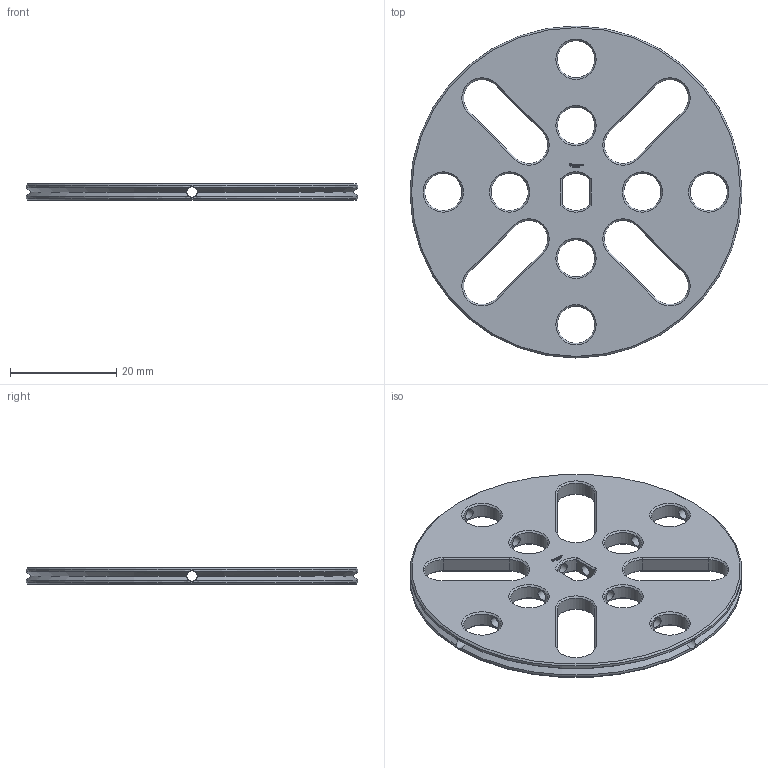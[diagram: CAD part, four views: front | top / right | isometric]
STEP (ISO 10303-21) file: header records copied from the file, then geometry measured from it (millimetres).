
FILE_DESCRIPTION(('FreeCAD Model'),'2;1');
FILE_NAME('Open CASCADE Shape Model','2023-11-14T00:12:41',(''),(''), 'Open CASCADE STEP processor 7.6','FreeCAD','Unknown');
FILE_SCHEMA(('AUTOMOTIVE_DESIGN { 1 0 10303 214 1 1 1 1 }'));
Length unit declared in the file: millimetre
Products named in the file (1): Washer FXD OCT BU05.00x00.25 - SPN-WSR-0017 (stemfie.org)
Bounding box: 62.5 x 62.5 x 3.12 mm (x, y, z)
Volume: 6573.7 mm3; surface area: 6525.7 mm2
Topology: 1 solids, 1 shells, 564 faces, 1567 edges, 1024 vertices
Faces by surface type: plane 344, extrusion 142, cone 46, cylinder 32
Full cylindrical faces by diameter (mm): 2 x12, 7 x8, 62.5 x2
Entity records: 42131 total; most frequent: CARTESIAN_POINT 11869, DIRECTION 4997, VECTOR 3941, LINE 3799, ORIENTED_EDGE 3134, PCURVE 3134, DEFINITIONAL_REPRESENTATION 3134, EDGE_CURVE 1567
